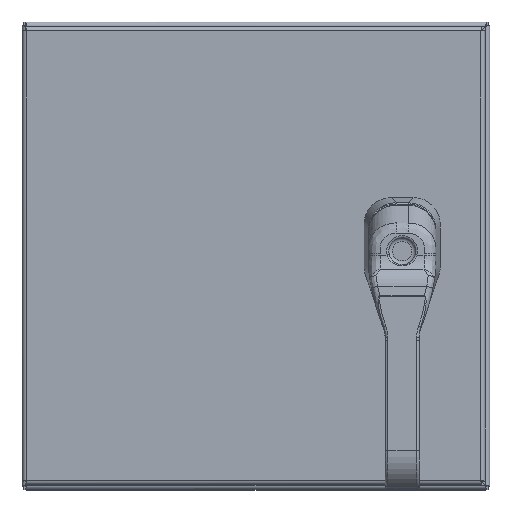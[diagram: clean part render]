
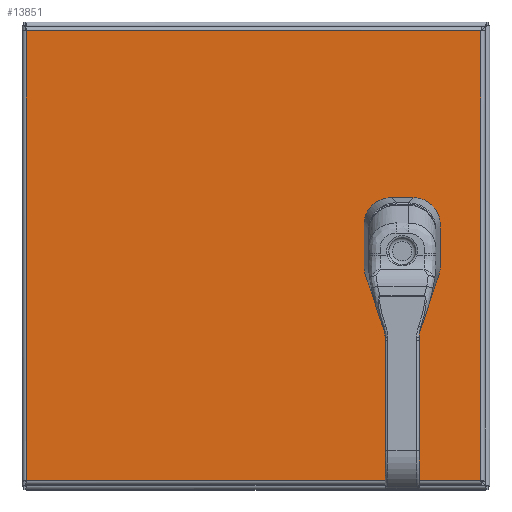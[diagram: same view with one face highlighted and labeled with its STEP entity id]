
A CAD part, top view. The second image highlights one B-rep face of the part: STEP entity #13851.
In plain terms, the highlighted planar face has unit normal (0, 0, 1).
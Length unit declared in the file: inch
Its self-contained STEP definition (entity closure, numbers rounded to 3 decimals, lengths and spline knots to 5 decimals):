
#33 = AXIS2_PLACEMENT_3D ( 'NONE', #44682, #45189, #55905 ) ;
#773 = CIRCLE ( 'NONE', #56319, 0.14 ) ;
#1632 = AXIS2_PLACEMENT_3D ( 'NONE', #25847, #42973, #36772 ) ;
#3581 = CARTESIAN_POINT ( 'NONE',  ( 9.75, 6., 6.9175 ) ) ;
#3615 = FACE_BOUND ( 'NONE', #47217, .T. ) ;
#3735 = VERTEX_POINT ( 'NONE', #52080 ) ;
#4320 = LINE ( 'NONE', #40376, #5290 ) ;
#4736 = CARTESIAN_POINT ( 'NONE',  ( 5.9375, 5.6, 6.9175 ) ) ;
#4799 = VERTEX_POINT ( 'NONE', #73579 ) ;
#4852 = EDGE_CURVE ( 'NONE', #4799, #69660, #10891, .T. ) ;
#4998 = DIRECTION ( 'NONE',  ( 0., -1., 0. ) ) ;
#5239 = CARTESIAN_POINT ( 'NONE',  ( 9.35, 6., 6.9175 ) ) ;
#5290 = VECTOR ( 'NONE', #18342, 39.37008 ) ;
#5534 = VECTOR ( 'NONE', #56059, 39.37008 ) ;
#5999 = ORIENTED_EDGE ( 'NONE', *, *, #39437, .F. ) ;
#6501 = VECTOR ( 'NONE', #4998, 39.37008 ) ;
#8283 = AXIS2_PLACEMENT_3D ( 'NONE', #23897, #18491, #51732 ) ;
#8642 = ORIENTED_EDGE ( 'NONE', *, *, #4852, .F. ) ;
#10891 = LINE ( 'NONE', #5239, #6501 ) ;
#11903 = DIRECTION ( 'NONE',  ( 0., 1., 0. ) ) ;
#13851 = ADVANCED_FACE ( 'NONE', ( #22397, #20623, #3615, #24064, #46284 ), #48681, .F. ) ;
#13852 = ORIENTED_EDGE ( 'NONE', *, *, #54894, .F. ) ;
#14719 = VERTEX_POINT ( 'NONE', #41581 ) ;
#14928 = EDGE_CURVE ( 'NONE', #64708, #64708, #773, .T. ) ;
#17322 = ORIENTED_EDGE ( 'NONE', *, *, #57578, .F. ) ;
#18342 = DIRECTION ( 'NONE',  ( -1., 0., 0. ) ) ;
#18491 = DIRECTION ( 'NONE',  ( 0., 0., 1. ) ) ;
#18674 = DIRECTION ( 'NONE',  ( -1., 0., 0. ) ) ;
#18860 = CARTESIAN_POINT ( 'NONE',  ( 10.15, 6.21262, 6.9175 ) ) ;
#18899 = VERTEX_POINT ( 'NONE', #18860 ) ;
#18977 = ORIENTED_EDGE ( 'NONE', *, *, #55106, .F. ) ;
#20623 = FACE_BOUND ( 'NONE', #22339, .T. ) ;
#20761 = DIRECTION ( 'NONE',  ( 0., 0., 1. ) ) ;
#21464 = EDGE_LOOP ( 'NONE', ( #56069, #36824, #17322, #26111 ) ) ;
#22339 = EDGE_LOOP ( 'NONE', ( #5999 ) ) ;
#22397 = FACE_BOUND ( 'NONE', #40027, .T. ) ;
#23184 = CARTESIAN_POINT ( 'NONE',  ( 9.75, 4.62197, 6.9175 ) ) ;
#23327 = CARTESIAN_POINT ( 'NONE',  ( 9.35, 5.78738, 6.9175 ) ) ;
#23351 = CIRCLE ( 'NONE', #69459, 0.453 ) ;
#23897 = CARTESIAN_POINT ( 'NONE',  ( 9.75, 6., 6.9175 ) ) ;
#24064 = FACE_BOUND ( 'NONE', #34796, .T. ) ;
#25326 = LINE ( 'NONE', #65026, #53793 ) ;
#25847 = CARTESIAN_POINT ( 'NONE',  ( 9.75, 6., 6.9175 ) ) ;
#26111 = ORIENTED_EDGE ( 'NONE', *, *, #59438, .F. ) ;
#26304 = VERTEX_POINT ( 'NONE', #66653 ) ;
#26899 = CIRCLE ( 'NONE', #36734, 0.14 ) ;
#27041 = LINE ( 'NONE', #52403, #55495 ) ;
#27660 = VERTEX_POINT ( 'NONE', #31106 ) ;
#27848 = DIRECTION ( 'NONE',  ( 0., 0., 1. ) ) ;
#28149 = LINE ( 'NONE', #4736, #34313 ) ;
#28329 = CARTESIAN_POINT ( 'NONE',  ( 9.75, 5.11397, 6.9175 ) ) ;
#28659 = EDGE_CURVE ( 'NONE', #34238, #48489, #4320, .T. ) ;
#28885 = ORIENTED_EDGE ( 'NONE', *, *, #41542, .F. ) ;
#29920 = CIRCLE ( 'NONE', #1632, 0.453 ) ;
#30697 = EDGE_CURVE ( 'NONE', #18899, #34238, #59596, .T. ) ;
#31106 = CARTESIAN_POINT ( 'NONE',  ( 10.15, 5.78738, 6.9175 ) ) ;
#31202 = ORIENTED_EDGE ( 'NONE', *, *, #28659, .F. ) ;
#31678 = VERTEX_POINT ( 'NONE', #68396 ) ;
#31689 = CIRCLE ( 'NONE', #8283, 0.453 ) ;
#31757 = DIRECTION ( 'NONE',  ( -1., 0., 0. ) ) ;
#32318 = VECTOR ( 'NONE', #11903, 39.37008 ) ;
#32669 = EDGE_CURVE ( 'NONE', #26304, #26304, #61456, .T. ) ;
#33288 = CARTESIAN_POINT ( 'NONE',  ( 9.61, 5.11397, 6.9175 ) ) ;
#34083 = EDGE_CURVE ( 'NONE', #48489, #4799, #29920, .T. ) ;
#34238 = VERTEX_POINT ( 'NONE', #64918 ) ;
#34313 = VECTOR ( 'NONE', #50145, 39.37008 ) ;
#34796 = EDGE_LOOP ( 'NONE', ( #31202, #60017, #18977, #28885, #57777, #13852, #8642, #60961 ) ) ;
#36734 = AXIS2_PLACEMENT_3D ( 'NONE', #28329, #27848, #39221 ) ;
#36772 = DIRECTION ( 'NONE',  ( -1., 0., 0. ) ) ;
#36824 = ORIENTED_EDGE ( 'NONE', *, *, #42727, .F. ) ;
#37916 = DIRECTION ( 'NONE',  ( 0., 0., 1. ) ) ;
#39221 = DIRECTION ( 'NONE',  ( -1., 0., 0. ) ) ;
#39437 = EDGE_CURVE ( 'NONE', #66367, #66367, #26899, .T. ) ;
#40027 = EDGE_LOOP ( 'NONE', ( #53116 ) ) ;
#40376 = CARTESIAN_POINT ( 'NONE',  ( 5.9375, 6.4, 6.9175 ) ) ;
#40447 = VERTEX_POINT ( 'NONE', #60245 ) ;
#41542 = EDGE_CURVE ( 'NONE', #62521, #27660, #31689, .T. ) ;
#41581 = CARTESIAN_POINT ( 'NONE',  ( 11.76975, 11.76975, 6.9175 ) ) ;
#42311 = DIRECTION ( 'NONE',  ( 1., 0., 0. ) ) ;
#42727 = EDGE_CURVE ( 'NONE', #14719, #3735, #47641, .T. ) ;
#42973 = DIRECTION ( 'NONE',  ( 0., 0., 1. ) ) ;
#44682 = CARTESIAN_POINT ( 'NONE',  ( 5.9375, 6., 6.9175 ) ) ;
#45163 = AXIS2_PLACEMENT_3D ( 'NONE', #3581, #20761, #65998 ) ;
#45189 = DIRECTION ( 'NONE',  ( 0., 0., -1. ) ) ;
#46209 = CARTESIAN_POINT ( 'NONE',  ( 9.61, 6.88497, 6.9175 ) ) ;
#46284 = FACE_OUTER_BOUND ( 'NONE', #21464, .T. ) ;
#46520 = CARTESIAN_POINT ( 'NONE',  ( 9.96262, 5.6, 6.9175 ) ) ;
#46548 = LINE ( 'NONE', #57546, #32318 ) ;
#47217 = EDGE_LOOP ( 'NONE', ( #64702 ) ) ;
#47641 = LINE ( 'NONE', #47845, #52999 ) ;
#47845 = CARTESIAN_POINT ( 'NONE',  ( 11.76975, 6., 6.9175 ) ) ;
#48209 = EDGE_CURVE ( 'NONE', #3735, #73863, #27041, .T. ) ;
#48489 = VERTEX_POINT ( 'NONE', #53417 ) ;
#48681 = PLANE ( 'NONE',  #33 ) ;
#50145 = DIRECTION ( 'NONE',  ( 1., 0., 0. ) ) ;
#51732 = DIRECTION ( 'NONE',  ( -1., 0., 0. ) ) ;
#52080 = CARTESIAN_POINT ( 'NONE',  ( 11.76975, 0.23025, 6.9175 ) ) ;
#52147 = DIRECTION ( 'NONE',  ( 0., 0., 1. ) ) ;
#52403 = CARTESIAN_POINT ( 'NONE',  ( 5.9375, 0.23025, 6.9175 ) ) ;
#52999 = VECTOR ( 'NONE', #54067, 39.37008 ) ;
#53116 = ORIENTED_EDGE ( 'NONE', *, *, #32669, .F. ) ;
#53417 = CARTESIAN_POINT ( 'NONE',  ( 9.53738, 6.4, 6.9175 ) ) ;
#53793 = VECTOR ( 'NONE', #42311, 39.37008 ) ;
#54067 = DIRECTION ( 'NONE',  ( 0., -1., 0. ) ) ;
#54894 = EDGE_CURVE ( 'NONE', #69660, #40447, #23351, .T. ) ;
#55106 = EDGE_CURVE ( 'NONE', #27660, #18899, #58764, .T. ) ;
#55495 = VECTOR ( 'NONE', #18674, 39.37008 ) ;
#55585 = CARTESIAN_POINT ( 'NONE',  ( 10.15, 6., 6.9175 ) ) ;
#55905 = DIRECTION ( 'NONE',  ( -1., 0., 0. ) ) ;
#56059 = DIRECTION ( 'NONE',  ( 0., 1., 0. ) ) ;
#56069 = ORIENTED_EDGE ( 'NONE', *, *, #48209, .F. ) ;
#56319 = AXIS2_PLACEMENT_3D ( 'NONE', #56907, #52147, #57635 ) ;
#56907 = CARTESIAN_POINT ( 'NONE',  ( 9.75, 6.88497, 6.9175 ) ) ;
#57546 = CARTESIAN_POINT ( 'NONE',  ( 0.10525, 6., 6.9175 ) ) ;
#57578 = EDGE_CURVE ( 'NONE', #31678, #14719, #25326, .T. ) ;
#57635 = DIRECTION ( 'NONE',  ( -1., 0., 0. ) ) ;
#57777 = ORIENTED_EDGE ( 'NONE', *, *, #59020, .F. ) ;
#58764 = LINE ( 'NONE', #55585, #5534 ) ;
#59020 = EDGE_CURVE ( 'NONE', #40447, #62521, #28149, .T. ) ;
#59438 = EDGE_CURVE ( 'NONE', #73863, #31678, #46548, .T. ) ;
#59596 = CIRCLE ( 'NONE', #45163, 0.453 ) ;
#60017 = ORIENTED_EDGE ( 'NONE', *, *, #30697, .F. ) ;
#60245 = CARTESIAN_POINT ( 'NONE',  ( 9.53738, 5.6, 6.9175 ) ) ;
#60961 = ORIENTED_EDGE ( 'NONE', *, *, #34083, .F. ) ;
#61456 = CIRCLE ( 'NONE', #67754, 0.14 ) ;
#62521 = VERTEX_POINT ( 'NONE', #46520 ) ;
#63197 = DIRECTION ( 'NONE',  ( -1., 0., 0. ) ) ;
#64702 = ORIENTED_EDGE ( 'NONE', *, *, #14928, .F. ) ;
#64708 = VERTEX_POINT ( 'NONE', #46209 ) ;
#64918 = CARTESIAN_POINT ( 'NONE',  ( 9.96262, 6.4, 6.9175 ) ) ;
#65026 = CARTESIAN_POINT ( 'NONE',  ( 5.9375, 11.76975, 6.9175 ) ) ;
#65998 = DIRECTION ( 'NONE',  ( -1., 0., 0. ) ) ;
#66367 = VERTEX_POINT ( 'NONE', #33288 ) ;
#66653 = CARTESIAN_POINT ( 'NONE',  ( 9.61, 4.62197, 6.9175 ) ) ;
#66709 = CARTESIAN_POINT ( 'NONE',  ( 0.10525, 0.23025, 6.9175 ) ) ;
#67754 = AXIS2_PLACEMENT_3D ( 'NONE', #23184, #68992, #63197 ) ;
#68396 = CARTESIAN_POINT ( 'NONE',  ( 0.10525, 11.76975, 6.9175 ) ) ;
#68992 = DIRECTION ( 'NONE',  ( 0., 0., 1. ) ) ;
#69459 = AXIS2_PLACEMENT_3D ( 'NONE', #71336, #37916, #31757 ) ;
#69660 = VERTEX_POINT ( 'NONE', #23327 ) ;
#71336 = CARTESIAN_POINT ( 'NONE',  ( 9.75, 6., 6.9175 ) ) ;
#73579 = CARTESIAN_POINT ( 'NONE',  ( 9.35, 6.21262, 6.9175 ) ) ;
#73863 = VERTEX_POINT ( 'NONE', #66709 ) ;
